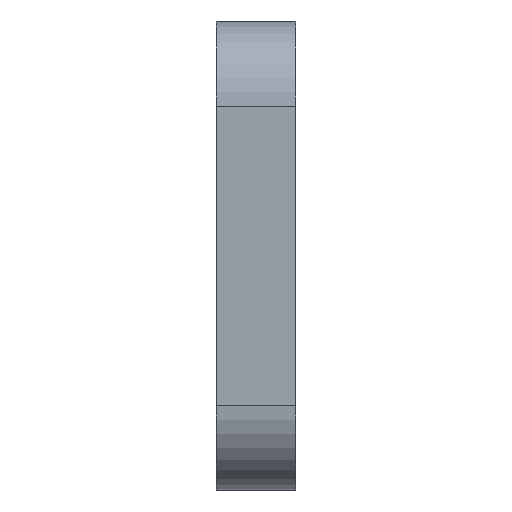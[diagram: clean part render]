
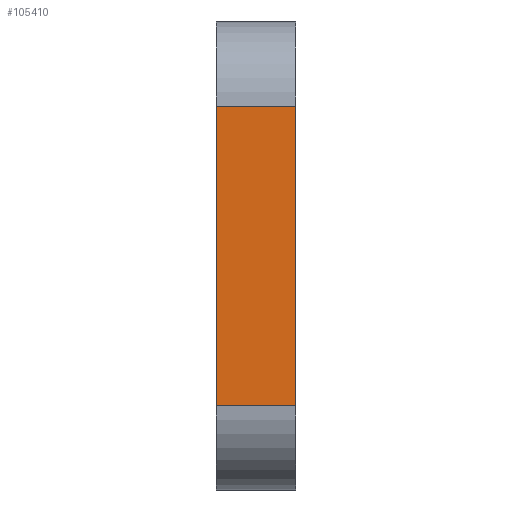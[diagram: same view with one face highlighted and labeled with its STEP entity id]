
A CAD part, left-side view. The second image highlights one B-rep face of the part: STEP entity #105410.
In plain terms, the highlighted planar face has unit normal (-1, 0, 0).
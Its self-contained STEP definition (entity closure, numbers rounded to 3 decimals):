
#4260=CARTESIAN_POINT('',(-4.076,117.246,-2.183));
#4270=VERTEX_POINT('',#4260);
#4300=CARTESIAN_POINT('',(-4.076,117.246,-6.36));
#4310=DIRECTION('',(0.,0.,1.));
#4320=VECTOR('',#4310,1.);
#4330=LINE('',#4300,#4320);
#4340=CARTESIAN_POINT('',(-4.076,117.246,14.678));
#4350=VERTEX_POINT('',#4340);
#4360=EDGE_CURVE('',#4270,#4350,#4330,.T.);
#37490=CARTESIAN_POINT('',(-4.076,121.746,14.678));
#37500=VERTEX_POINT('',#37490);
#37530=CARTESIAN_POINT('',(-4.076,121.746,-6.36));
#37540=DIRECTION('',(0.,0.,1.));
#37550=VECTOR('',#37540,1.);
#37560=LINE('',#37530,#37550);
#37570=CARTESIAN_POINT('',(-4.076,121.746,-2.183))
;
#37580=VERTEX_POINT('',#37570);
#37590=EDGE_CURVE('',#37580,#37500,#37560,.T.);
#105200=CARTESIAN_POINT('',(-4.076,118.48,
17.93));
#105210=DIRECTION('',(-1.,0.,0.));
#105220=DIRECTION('',(0.,0.927,-0.375));
#105230=AXIS2_PLACEMENT_3D('',#105200,#105210,#105220);
#105240=PLANE('',#105230);
#105250=ORIENTED_EDGE('',*,*,#37590,.F.);
#105260=CARTESIAN_POINT('',(-4.076,120.,14.678));
#105270=DIRECTION('',(0.,-1.,0.));
#105280=VECTOR('',#105270,1.);
#105290=LINE('',#105260,#105280);
#105300=EDGE_CURVE('',#37500,#4350,#105290,.T.);
#105310=ORIENTED_EDGE('',*,*,#105300,.F.);
#105320=ORIENTED_EDGE('',*,*,#4360,.T.);
#105330=CARTESIAN_POINT('',(-4.076,120.,-2.183));
#105340=DIRECTION('',(0.,-1.,0.));
#105350=VECTOR('',#105340,1.);
#105360=LINE('',#105330,#105350);
#105370=EDGE_CURVE('',#37580,#4270,#105360,.T.);
#105380=ORIENTED_EDGE('',*,*,#105370,.T.);
#105390=EDGE_LOOP('',(#105380,#105320,#105310,#105250));
#105400=FACE_OUTER_BOUND('',#105390,.T.);
#105410=ADVANCED_FACE('',(#105400),#105240,.T.);
